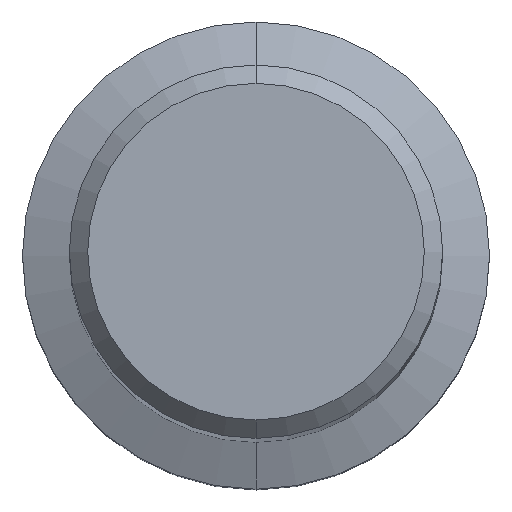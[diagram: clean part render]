
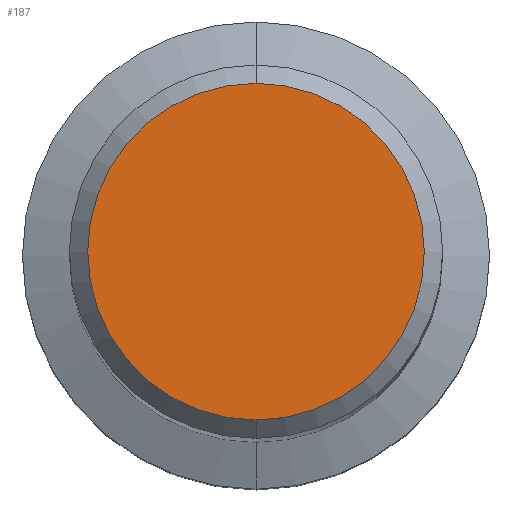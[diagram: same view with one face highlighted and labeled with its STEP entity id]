
A CAD part, top view. The second image highlights one B-rep face of the part: STEP entity #187.
In plain terms, the highlighted planar face has unit normal (0, 0, 1).
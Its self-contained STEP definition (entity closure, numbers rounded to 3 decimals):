
#175=VERTEX_POINT('',#379);
#187=ADVANCED_FACE('',(#392),#393,.T.);
#197=EDGE_CURVE('',#295,#175,#404,.T.);
#263=EDGE_CURVE('',#175,#295,#478,.T.);
#295=VERTEX_POINT('',#517);
#379=CARTESIAN_POINT('',(0.0,9.15,0.0));
#392=FACE_OUTER_BOUND('',#631,.T.);
#393=PLANE('',#632);
#404=CIRCLE('',#648,9.15);
#478=CIRCLE('',#742,9.15);
#517=CARTESIAN_POINT('',(0.,-9.15,0.0));
#631=EDGE_LOOP('',(#890,#891));
#632=AXIS2_PLACEMENT_3D('',#892,#893,#894);
#648=AXIS2_PLACEMENT_3D('',#910,#911,#912);
#742=AXIS2_PLACEMENT_3D('',#991,#992,#993);
#890=ORIENTED_EDGE('',*,*,#263,.F.);
#891=ORIENTED_EDGE('',*,*,#197,.F.);
#892=CARTESIAN_POINT('',(0.0,4.575,0.0));
#893=DIRECTION('',(-0.0,0.0,1.0));
#894=DIRECTION('',(0.0,-1.0,0.0));
#910=CARTESIAN_POINT('',(0.0,0.0,0.0));
#911=DIRECTION('',(0.0,0.0,-1.0));
#912=DIRECTION('',(0.0,1.0,0.0));
#991=CARTESIAN_POINT('',(0.0,0.0,0.0));
#992=DIRECTION('',(0.0,0.0,-1.0));
#993=DIRECTION('',(0.0,1.0,0.0));
